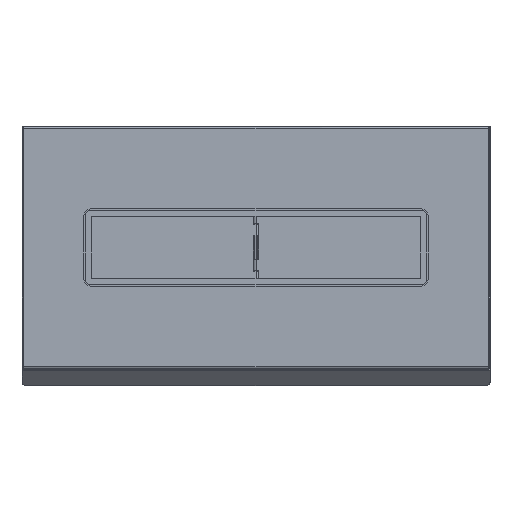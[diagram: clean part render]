
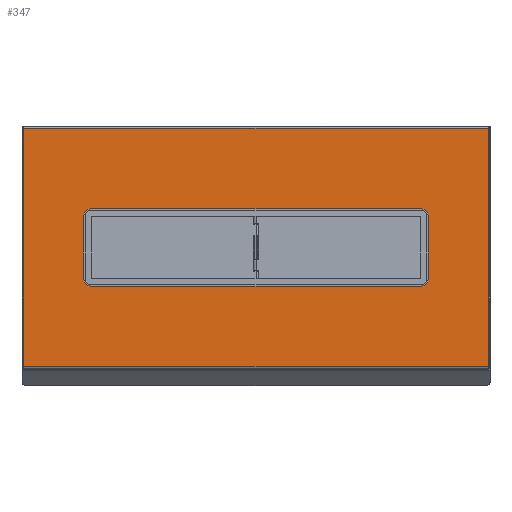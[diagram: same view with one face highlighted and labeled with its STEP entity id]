
A CAD part, left-side view. The second image highlights one B-rep face of the part: STEP entity #347.
In plain terms, the highlighted face is planar.
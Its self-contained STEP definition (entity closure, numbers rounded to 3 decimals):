
#347=ADVANCED_FACE('',(#673,#674),#675,.T.);
#673=FACE_BOUND('',#1019,.T.);
#674=FACE_OUTER_BOUND('',#1020,.T.);
#675=PLANE('',#1021);
#1019=EDGE_LOOP('',(#2271,#2272,#2273,#2274,#2275,#2276,#2277,#2278));
#1020=EDGE_LOOP('',(#2279,#2280,#2281,#2282));
#1021=AXIS2_PLACEMENT_3D('',#2283,#2284,#2285);
#2271=ORIENTED_EDGE('',*,*,#2861,.F.);
#2272=ORIENTED_EDGE('',*,*,#2862,.F.);
#2273=ORIENTED_EDGE('',*,*,#2863,.F.);
#2274=ORIENTED_EDGE('',*,*,#2864,.F.);
#2275=ORIENTED_EDGE('',*,*,#2865,.F.);
#2276=ORIENTED_EDGE('',*,*,#2866,.F.);
#2277=ORIENTED_EDGE('',*,*,#2867,.F.);
#2278=ORIENTED_EDGE('',*,*,#2868,.F.);
#2279=ORIENTED_EDGE('',*,*,#2857,.F.);
#2280=ORIENTED_EDGE('',*,*,#2599,.F.);
#2281=ORIENTED_EDGE('',*,*,#2606,.F.);
#2282=ORIENTED_EDGE('',*,*,#2859,.F.);
#2283=CARTESIAN_POINT('',(-0.8,-0.8,15.0));
#2284=DIRECTION('',(0.0,0.0,1.0));
#2285=DIRECTION('',(1.0,0.0,0.0));
#2599=EDGE_CURVE('',#3201,#3203,#3204,.T.);
#2606=EDGE_CURVE('',#3211,#3201,#3213,.T.);
#2857=EDGE_CURVE('',#3203,#3621,#3622,.T.);
#2859=EDGE_CURVE('',#3621,#3211,#3624,.T.);
#2861=EDGE_CURVE('',#3626,#3627,#3628,.T.);
#2862=EDGE_CURVE('',#3629,#3626,#3630,.T.);
#2863=EDGE_CURVE('',#3631,#3629,#3632,.T.);
#2864=EDGE_CURVE('',#3633,#3631,#3634,.T.);
#2865=EDGE_CURVE('',#3635,#3633,#3636,.T.);
#2866=EDGE_CURVE('',#3637,#3635,#3638,.T.);
#2867=EDGE_CURVE('',#3639,#3637,#3640,.T.);
#2868=EDGE_CURVE('',#3627,#3639,#3641,.T.);
#3201=VERTEX_POINT('',#4025);
#3203=VERTEX_POINT('',#4027);
#3204=LINE('',#4028,#4029);
#3211=VERTEX_POINT('',#4039);
#3213=LINE('',#4041,#4042);
#3621=VERTEX_POINT('',#4607);
#3622=LINE('',#4608,#4609);
#3624=LINE('',#4611,#4612);
#3626=VERTEX_POINT('',#4615);
#3627=VERTEX_POINT('',#4616);
#3628=CIRCLE('',#4617,5.0);
#3629=VERTEX_POINT('',#4618);
#3630=LINE('',#4619,#4620);
#3631=VERTEX_POINT('',#4621);
#3632=CIRCLE('',#4622,5.0);
#3633=VERTEX_POINT('',#4623);
#3634=LINE('',#4624,#4625);
#3635=VERTEX_POINT('',#4626);
#3636=CIRCLE('',#4627,5.0);
#3637=VERTEX_POINT('',#4628);
#3638=LINE('',#4629,#4630);
#3639=VERTEX_POINT('',#4631);
#3640=CIRCLE('',#4632,5.0);
#3641=LINE('',#4633,#4634);
#4025=CARTESIAN_POINT('',(189.8,288.2,15.0));
#4027=CARTESIAN_POINT('',(189.8,0.2,15.0));
#4028=CARTESIAN_POINT('',(189.8,95.0,15.0));
#4029=VECTOR('',#4967,1.0);
#4039=CARTESIAN_POINT('',(41.8,288.2,15.0));
#4041=CARTESIAN_POINT('',(-0.8,288.2,15.0));
#4042=VECTOR('',#4980,1.0);
#4607=CARTESIAN_POINT('',(41.8,0.2,15.0));
#4608=CARTESIAN_POINT('',(95.0,0.2,15.0));
#4609=VECTOR('',#5417,1.0);
#4611=CARTESIAN_POINT('',(41.8,-0.8,15.0));
#4612=VECTOR('',#5421,1.0);
#4615=CARTESIAN_POINT('',(139.8,245.95,15.));
#4616=CARTESIAN_POINT('',(134.8,250.95,15.));
#4617=AXIS2_PLACEMENT_3D('',#5423,#5424,#5425);
#4618=CARTESIAN_POINT('',(139.8,42.45,15.0));
#4619=CARTESIAN_POINT('',(139.8,42.45,15.0));
#4620=VECTOR('',#5426,1.0);
#4621=CARTESIAN_POINT('',(134.8,37.45,15.0));
#4622=AXIS2_PLACEMENT_3D('',#5427,#5428,#5429);
#4623=CARTESIAN_POINT('',(96.8,37.45,15.0));
#4624=CARTESIAN_POINT('',(96.8,37.45,15.0));
#4625=VECTOR('',#5430,1.0);
#4626=CARTESIAN_POINT('',(91.8,42.45,15.0));
#4627=AXIS2_PLACEMENT_3D('',#5431,#5432,#5433);
#4628=CARTESIAN_POINT('',(91.8,245.95,15.));
#4629=CARTESIAN_POINT('',(91.8,245.95,15.));
#4630=VECTOR('',#5434,1.0);
#4631=CARTESIAN_POINT('',(96.8,250.95,15.));
#4632=AXIS2_PLACEMENT_3D('',#5435,#5436,#5437);
#4633=CARTESIAN_POINT('',(134.8,250.95,15.));
#4634=VECTOR('',#5438,1.0);
#4967=DIRECTION('',(0.0,-1.0,0.0));
#4980=DIRECTION('',(1.0,0.0,0.0));
#5417=DIRECTION('',(-1.0,0.,-0.0));
#5421=DIRECTION('',(0.,1.0,-0.0));
#5423=CARTESIAN_POINT('',(134.8,245.95,15.));
#5424=DIRECTION('',(0.,0.,1.0));
#5425=DIRECTION('',(0.0,1.0,0.));
#5426=DIRECTION('',(0.,1.0,0.));
#5427=CARTESIAN_POINT('',(134.8,42.45,15.0));
#5428=DIRECTION('',(0.,0.,1.0));
#5429=DIRECTION('',(0.0,1.0,0.));
#5430=DIRECTION('',(1.0,0.,0.));
#5431=CARTESIAN_POINT('',(96.8,42.45,15.0));
#5432=DIRECTION('',(0.,0.,1.0));
#5433=DIRECTION('',(0.0,1.0,0.));
#5434=DIRECTION('',(0.,-1.0,0.));
#5435=CARTESIAN_POINT('',(96.8,245.95,15.));
#5436=DIRECTION('',(0.,0.,1.0));
#5437=DIRECTION('',(0.0,1.0,0.));
#5438=DIRECTION('',(-1.0,0.,0.));
